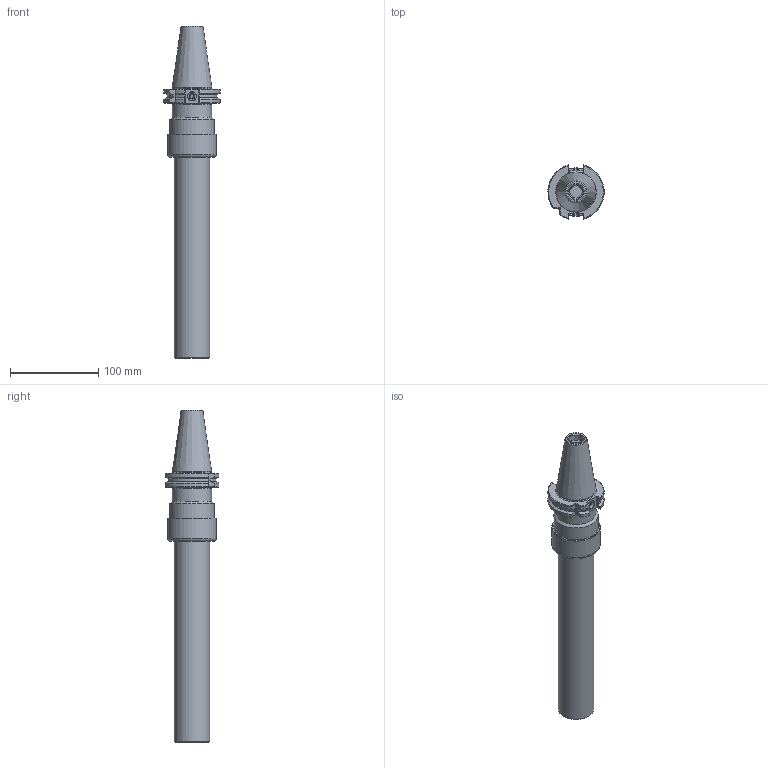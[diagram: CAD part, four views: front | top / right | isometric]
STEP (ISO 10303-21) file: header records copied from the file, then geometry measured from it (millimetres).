
FILE_DESCRIPTION(/* description */ (''),/* implementation_level */ '2;1');
FILE_NAME(/* name */ '884216150.stp',/* time_stamp */ '2021-10-13T12:19:31',/* author */ ('LRA'),/* organization */ ('REGO-FIX'),/* preprocessor_version */ ' Unknown',/* originating_system */ 'SIEMENS PLM Software Solid Edge ST10',/* authorization */ 'Unknown');
FILE_SCHEMA (('AUTOMOTIVE_DESIGN { 1 0 10303 214 2 1 1}'));
Length unit declared in the file: millimetre
Products named in the file (1): NOCUT
Bounding box: 63.35 x 61.01 x 375.25 mm (x, y, z)
Volume: 451027.8 mm3; surface area: 80792.9 mm2
Topology: 1 solids, 3 shells, 156 faces, 381 edges, 239 vertices
Faces by surface type: plane 51, cylinder 44, cone 38, torus 22, bspline 1
Full cylindrical faces by diameter (mm): 6 x1, 10 x1, 10.1 x1, 10.106 x1, 13.835 x1, 17 x1, 23.5 x1, 30.5 x1, 31.6 x1, 33 x1, 40 x1, 40.2 x1, 42 x1, 44.15 x1, 44.45 x1, 45 x1, 48.376 x2, 50 x1, 50.05 x1, 51.3 x1, 54.8 x1
Entity records: 5307 total; most frequent: CARTESIAN_POINT 806, DIRECTION 753, ORIENTED_EDGE 596, AXIS2_PLACEMENT_3D 324, EDGE_CURVE 298, EDGE_LOOP 233, FACE_BOUND 233, VERTEX_POINT 219
